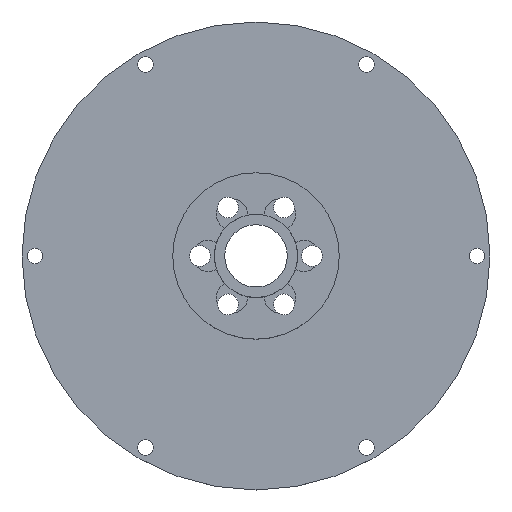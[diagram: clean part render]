
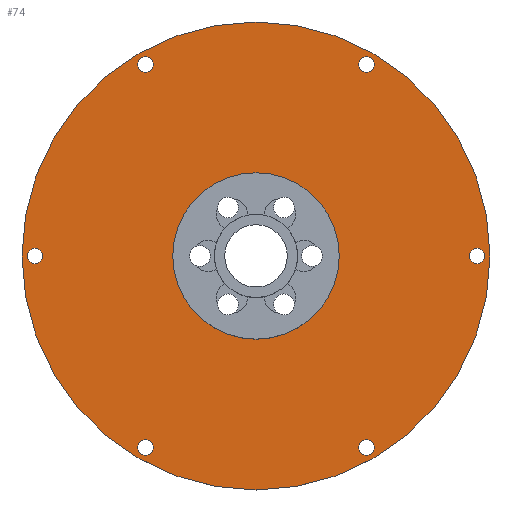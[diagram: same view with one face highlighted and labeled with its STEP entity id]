
A CAD part, top view. The second image highlights one B-rep face of the part: STEP entity #74.
In plain terms, the highlighted planar face has unit normal (0, 0, 1).
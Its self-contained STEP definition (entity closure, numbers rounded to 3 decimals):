
#74=ADVANCED_FACE('',(#198,#199,#200,#201,#202,#203,#204,#139),#713,.T.);
#139=FACE_OUTER_BOUND('',#233,.F.);
#198=FACE_BOUND('',#226,.F.);
#199=FACE_BOUND('',#227,.F.);
#200=FACE_BOUND('',#228,.F.);
#201=FACE_BOUND('',#229,.F.);
#202=FACE_BOUND('',#230,.F.);
#203=FACE_BOUND('',#231,.F.);
#204=FACE_BOUND('',#232,.F.);
#226=EDGE_LOOP('',(#392,#393));
#227=EDGE_LOOP('',(#394,#395));
#228=EDGE_LOOP('',(#396,#397));
#229=EDGE_LOOP('',(#398,#399));
#230=EDGE_LOOP('',(#400,#401));
#231=EDGE_LOOP('',(#402,#403));
#232=EDGE_LOOP('',(#404,#405));
#233=EDGE_LOOP('',(#406,#407));
#392=ORIENTED_EDGE('',*,*,#882,.T.);
#393=ORIENTED_EDGE('',*,*,#881,.T.);
#394=ORIENTED_EDGE('',*,*,#880,.T.);
#395=ORIENTED_EDGE('',*,*,#879,.T.);
#396=ORIENTED_EDGE('',*,*,#878,.T.);
#397=ORIENTED_EDGE('',*,*,#877,.T.);
#398=ORIENTED_EDGE('',*,*,#876,.T.);
#399=ORIENTED_EDGE('',*,*,#875,.T.);
#400=ORIENTED_EDGE('',*,*,#874,.T.);
#401=ORIENTED_EDGE('',*,*,#873,.T.);
#402=ORIENTED_EDGE('',*,*,#872,.T.);
#403=ORIENTED_EDGE('',*,*,#871,.T.);
#404=ORIENTED_EDGE('',*,*,#870,.T.);
#405=ORIENTED_EDGE('',*,*,#869,.T.);
#406=ORIENTED_EDGE('',*,*,#884,.F.);
#407=ORIENTED_EDGE('',*,*,#883,.F.);
#713=PLANE('',#1529);
#869=EDGE_CURVE('',#1323,#1324,#1069,.T.);
#870=EDGE_CURVE('',#1324,#1323,#1070,.T.);
#871=EDGE_CURVE('',#1270,#1269,#1071,.T.);
#872=EDGE_CURVE('',#1269,#1270,#1072,.T.);
#873=EDGE_CURVE('',#1268,#1267,#1073,.T.);
#874=EDGE_CURVE('',#1267,#1268,#1074,.T.);
#875=EDGE_CURVE('',#1266,#1265,#1075,.T.);
#876=EDGE_CURVE('',#1265,#1266,#1076,.T.);
#877=EDGE_CURVE('',#1264,#1263,#1077,.T.);
#878=EDGE_CURVE('',#1263,#1264,#1078,.T.);
#879=EDGE_CURVE('',#1262,#1261,#1079,.T.);
#880=EDGE_CURVE('',#1261,#1262,#1080,.T.);
#881=EDGE_CURVE('',#1260,#1259,#1081,.T.);
#882=EDGE_CURVE('',#1259,#1260,#1082,.T.);
#883=EDGE_CURVE('',#1258,#1257,#1083,.T.);
#884=EDGE_CURVE('',#1257,#1258,#1084,.T.);
#1069=CIRCLE('',#1394,32.);
#1070=CIRCLE('',#1395,32.);
#1071=CIRCLE('',#1396,3.);
#1072=CIRCLE('',#1397,3.);
#1073=CIRCLE('',#1398,3.);
#1074=CIRCLE('',#1399,3.);
#1075=CIRCLE('',#1400,3.);
#1076=CIRCLE('',#1401,3.);
#1077=CIRCLE('',#1402,3.);
#1078=CIRCLE('',#1403,3.);
#1079=CIRCLE('',#1404,3.);
#1080=CIRCLE('',#1405,3.);
#1081=CIRCLE('',#1406,3.);
#1082=CIRCLE('',#1407,3.);
#1083=CIRCLE('',#1408,90.);
#1084=CIRCLE('',#1409,90.);
#1257=VERTEX_POINT('',#2155);
#1258=VERTEX_POINT('',#2156);
#1259=VERTEX_POINT('',#2157);
#1260=VERTEX_POINT('',#2158);
#1261=VERTEX_POINT('',#2159);
#1262=VERTEX_POINT('',#2160);
#1263=VERTEX_POINT('',#2161);
#1264=VERTEX_POINT('',#2162);
#1265=VERTEX_POINT('',#2163);
#1266=VERTEX_POINT('',#2164);
#1267=VERTEX_POINT('',#2165);
#1268=VERTEX_POINT('',#2166);
#1269=VERTEX_POINT('',#2167);
#1270=VERTEX_POINT('',#2168);
#1323=VERTEX_POINT('',#2221);
#1324=VERTEX_POINT('',#2222);
#1394=AXIS2_PLACEMENT_3D('',#2269,#1665,#1666);
#1395=AXIS2_PLACEMENT_3D('',#2270,#1667,#1668);
#1396=AXIS2_PLACEMENT_3D('',#2271,#1669,#1670);
#1397=AXIS2_PLACEMENT_3D('',#2272,#1671,#1672);
#1398=AXIS2_PLACEMENT_3D('',#2273,#1673,#1674);
#1399=AXIS2_PLACEMENT_3D('',#2274,#1675,#1676);
#1400=AXIS2_PLACEMENT_3D('',#2275,#1677,#1678);
#1401=AXIS2_PLACEMENT_3D('',#2276,#1679,#1680);
#1402=AXIS2_PLACEMENT_3D('',#2277,#1681,#1682);
#1403=AXIS2_PLACEMENT_3D('',#2278,#1683,#1684);
#1404=AXIS2_PLACEMENT_3D('',#2279,#1685,#1686);
#1405=AXIS2_PLACEMENT_3D('',#2280,#1687,#1688);
#1406=AXIS2_PLACEMENT_3D('',#2281,#1689,#1690);
#1407=AXIS2_PLACEMENT_3D('',#2282,#1691,#1692);
#1408=AXIS2_PLACEMENT_3D('',#2283,#1693,#1694);
#1409=AXIS2_PLACEMENT_3D('',#2284,#1695,#1696);
#1529=AXIS2_PLACEMENT_3D('',#2444,#1975,#1976);
#1665=DIRECTION('',(0.,0.,1.));
#1666=DIRECTION('',(-1.,0.,0.));
#1667=DIRECTION('',(0.,0.,1.));
#1668=DIRECTION('',(1.,0.,0.));
#1669=DIRECTION('',(0.,0.,1.));
#1670=DIRECTION('',(-0.5,0.866,0.));
#1671=DIRECTION('',(0.,0.,1.));
#1672=DIRECTION('',(0.5,-0.866,0.));
#1673=DIRECTION('',(0.,0.,1.));
#1674=DIRECTION('',(0.5,0.866,0.));
#1675=DIRECTION('',(0.,0.,1.));
#1676=DIRECTION('',(-0.5,-0.866,0.));
#1677=DIRECTION('',(0.,0.,1.));
#1678=DIRECTION('',(0.5,-0.866,0.));
#1679=DIRECTION('',(0.,0.,1.));
#1680=DIRECTION('',(-0.5,0.866,0.));
#1681=DIRECTION('',(0.,0.,1.));
#1682=DIRECTION('',(1.,0.,0.));
#1683=DIRECTION('',(0.,0.,1.));
#1684=DIRECTION('',(-1.,0.,0.));
#1685=DIRECTION('',(0.,0.,1.));
#1686=DIRECTION('',(-0.5,-0.866,0.));
#1687=DIRECTION('',(0.,0.,1.));
#1688=DIRECTION('',(0.5,0.866,0.));
#1689=DIRECTION('',(0.,0.,1.));
#1690=DIRECTION('',(-1.,0.,0.));
#1691=DIRECTION('',(0.,0.,1.));
#1692=DIRECTION('',(1.,0.,0.));
#1693=DIRECTION('',(0.,0.,1.));
#1694=DIRECTION('',(-1.,0.,0.));
#1695=DIRECTION('',(0.,0.,1.));
#1696=DIRECTION('',(1.,0.,0.));
#1975=DIRECTION('',(0.,0.,1.));
#1976=DIRECTION('',(1.,0.,0.));
#2155=CARTESIAN_POINT('',(32.713,65.353,53.));
#2156=CARTESIAN_POINT('',(-147.287,65.353,53.));
#2157=CARTESIAN_POINT('',(30.713,65.353,53.));
#2158=CARTESIAN_POINT('',(24.713,65.353,53.));
#2159=CARTESIAN_POINT('',(-13.287,141.564,53.));
#2160=CARTESIAN_POINT('',(-16.287,136.368,53.));
#2161=CARTESIAN_POINT('',(-145.287,65.353,53.));
#2162=CARTESIAN_POINT('',(-139.287,65.353,53.));
#2163=CARTESIAN_POINT('',(-101.287,141.564,53.));
#2164=CARTESIAN_POINT('',(-98.287,136.368,53.));
#2165=CARTESIAN_POINT('',(-101.287,-10.857,53.));
#2166=CARTESIAN_POINT('',(-98.287,-5.661,53.));
#2167=CARTESIAN_POINT('',(-13.287,-10.857,53.));
#2168=CARTESIAN_POINT('',(-16.287,-5.661,53.));
#2221=CARTESIAN_POINT('',(-89.287,65.353,53.));
#2222=CARTESIAN_POINT('',(-25.287,65.353,53.));
#2269=CARTESIAN_POINT('',(-57.287,65.353,53.));
#2270=CARTESIAN_POINT('',(-57.287,65.353,53.));
#2271=CARTESIAN_POINT('',(-14.787,-8.259,53.));
#2272=CARTESIAN_POINT('',(-14.787,-8.259,53.));
#2273=CARTESIAN_POINT('',(-99.787,-8.259,53.));
#2274=CARTESIAN_POINT('',(-99.787,-8.259,53.));
#2275=CARTESIAN_POINT('',(-99.787,138.966,53.));
#2276=CARTESIAN_POINT('',(-99.787,138.966,53.));
#2277=CARTESIAN_POINT('',(-142.287,65.353,53.));
#2278=CARTESIAN_POINT('',(-142.287,65.353,53.));
#2279=CARTESIAN_POINT('',(-14.787,138.966,53.));
#2280=CARTESIAN_POINT('',(-14.787,138.966,53.));
#2281=CARTESIAN_POINT('',(27.713,65.353,53.));
#2282=CARTESIAN_POINT('',(27.713,65.353,53.));
#2283=CARTESIAN_POINT('',(-57.287,65.353,53.));
#2284=CARTESIAN_POINT('',(-57.287,65.353,53.));
#2444=CARTESIAN_POINT('',(-149.205,-26.449,53.));
